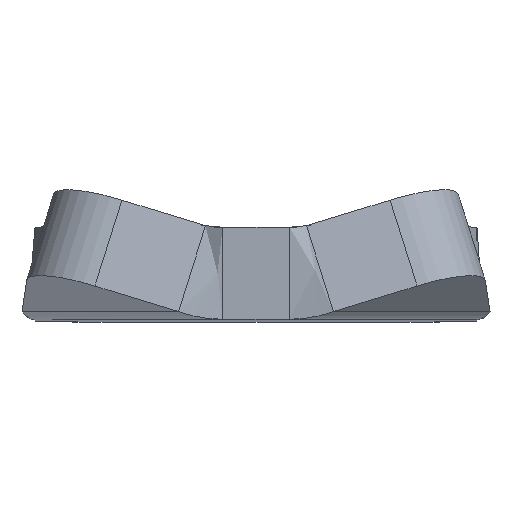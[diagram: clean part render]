
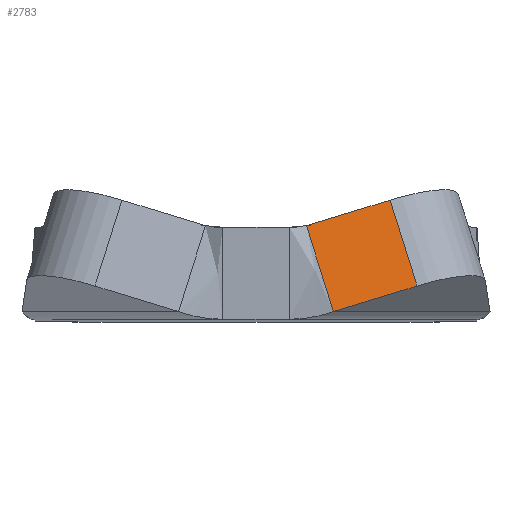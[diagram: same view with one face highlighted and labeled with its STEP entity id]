
A CAD part, top view. The second image highlights one B-rep face of the part: STEP entity #2783.
In plain terms, the highlighted planar face has unit normal (-0.031, 0.207, 0.978).
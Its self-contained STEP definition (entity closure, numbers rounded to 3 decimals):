
#102 = EDGE_CURVE ( 'NONE', #1992, #948, #3751, .T. ) ;
#272 = PLANE ( 'NONE',  #3616 ) ;
#350 = DIRECTION ( 'NONE',  ( -0.956, -0.292, 0.031 ) ) ;
#400 = LINE ( 'NONE', #2914, #3687 ) ;
#425 = DIRECTION ( 'NONE',  ( 0.956, 0.292, -0.031 ) ) ;
#948 = VERTEX_POINT ( 'NONE', #2688 ) ;
#993 = ORIENTED_EDGE ( 'NONE', *, *, #3579, .T. ) ;
#1206 = CARTESIAN_POINT ( 'NONE',  ( 2.778, -1.801, 64.986 ) ) ;
#1304 = EDGE_CURVE ( 'NONE', #2457, #3536, #400, .T. ) ;
#1321 = DIRECTION ( 'NONE',  ( -0.292, 0.934, -0.207 ) ) ;
#1799 = DIRECTION ( 'NONE',  ( -0.031, 0.207, 0.978 ) ) ;
#1849 = EDGE_CURVE ( 'NONE', #1992, #3536, #3035, .T. ) ;
#1926 = CARTESIAN_POINT ( 'NONE',  ( 3.363, -3.668, 65.4 ) ) ;
#1992 = VERTEX_POINT ( 'NONE', #3575 ) ;
#2035 = CARTESIAN_POINT ( 'NONE',  ( 5.827, 1.178, 64.452 ) ) ;
#2381 = ORIENTED_EDGE ( 'NONE', *, *, #1304, .T. ) ;
#2457 = VERTEX_POINT ( 'NONE', #2035 ) ;
#2627 = DIRECTION ( 'NONE',  ( -0.292, 0.934, -0.207 ) ) ;
#2688 = CARTESIAN_POINT ( 'NONE',  ( 6.997, -2.556, 65.281 ) ) ;
#2756 = VECTOR ( 'NONE', #2627, 1000. ) ;
#2783 = ADVANCED_FACE ( 'NONE', ( #3240 ), #272, .T. ) ;
#2906 = DIRECTION ( 'NONE',  ( 0., -0.978, 0.207 ) ) ;
#2914 = CARTESIAN_POINT ( 'NONE',  ( 5.827, 1.178, 64.452 ) ) ;
#2943 = LINE ( 'NONE', #3301, #2756 ) ;
#3035 = LINE ( 'NONE', #1206, #4068 ) ;
#3240 = FACE_OUTER_BOUND ( 'NONE', #4598, .T. ) ;
#3301 = CARTESIAN_POINT ( 'NONE',  ( 6.997, -2.556, 65.281 ) ) ;
#3536 = VERTEX_POINT ( 'NONE', #4378 ) ;
#3575 = CARTESIAN_POINT ( 'NONE',  ( 3.363, -3.668, 65.4 ) ) ;
#3579 = EDGE_CURVE ( 'NONE', #948, #2457, #2943, .T. ) ;
#3616 = AXIS2_PLACEMENT_3D ( 'NONE', #4268, #1799, #2906 ) ;
#3687 = VECTOR ( 'NONE', #350, 1000. ) ;
#3751 = LINE ( 'NONE', #1926, #4553 ) ;
#4068 = VECTOR ( 'NONE', #1321, 1000. ) ;
#4217 = ORIENTED_EDGE ( 'NONE', *, *, #102, .T. ) ;
#4268 = CARTESIAN_POINT ( 'NONE',  ( -8.487, -7.293, 65.789 ) ) ;
#4378 = CARTESIAN_POINT ( 'NONE',  ( 2.193, 0.066, 64.571 ) ) ;
#4433 = ORIENTED_EDGE ( 'NONE', *, *, #1849, .F. ) ;
#4553 = VECTOR ( 'NONE', #425, 1000. ) ;
#4598 = EDGE_LOOP ( 'NONE', ( #993, #2381, #4433, #4217 ) ) ;
